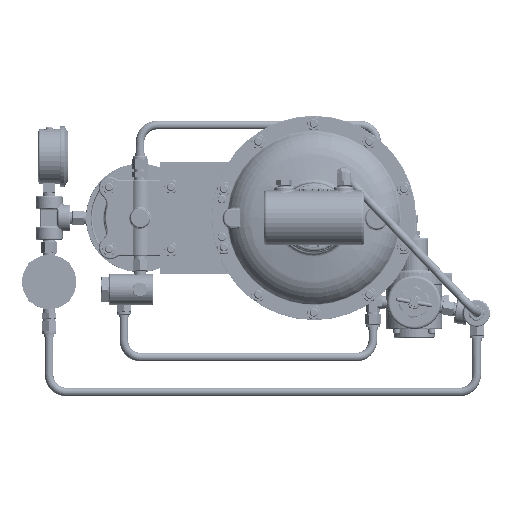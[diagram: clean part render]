
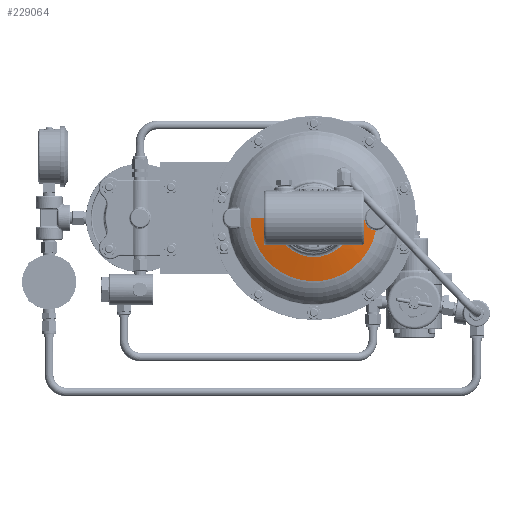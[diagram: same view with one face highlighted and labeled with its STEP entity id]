
A CAD part, front view. The second image highlights one B-rep face of the part: STEP entity #229064.
In plain terms, the highlighted spherical face has radius 300.038 mm.
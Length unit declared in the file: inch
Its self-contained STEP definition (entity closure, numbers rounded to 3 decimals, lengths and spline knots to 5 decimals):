
#6996 = EDGE_LOOP ( 'NONE', ( #256433, #141857, #62356, #158054, #214409, #212455, #262447 ) ) ;
#23167 = CIRCLE ( 'NONE', #214006, 11.8125 ) ;
#23978 = CARTESIAN_POINT ( 'NONE',  ( 2.34927, 5.31183, -0.35687 ) ) ;
#24049 = CARTESIAN_POINT ( 'NONE',  ( 2.23946, 5.28487, -0.08041 ) ) ;
#28562 = DIRECTION ( 'NONE',  ( 0., 1., 0. ) ) ;
#28644 = FACE_OUTER_BOUND ( 'NONE', #6996, .T. ) ;
#29198 = CARTESIAN_POINT ( 'NONE',  ( 2.67851, 5.39131, -0.55303 ) ) ;
#40569 = CARTESIAN_POINT ( 'NONE',  ( 2.55232, 5.36097, -0.51632 ) ) ;
#42950 = B_SPLINE_CURVE_WITH_KNOTS ( 'NONE', 3,
 ( #48186, #67616, #141901, #264618, #240376, #146650, #243533, #317786, #23978, #91822, #216130, #220889, #267762, #169264 ),
 .UNSPECIFIED., .F., .F.,
 ( 4, 2, 2, 2, 2, 2, 4 ),
 ( 0., 0.00146, 0.00291, 0.00583, 0.00728, 0.00874, 0.01165 ),
 .UNSPECIFIED. ) ;
#45154 = VERTEX_POINT ( 'NONE', #204040 ) ;
#45750 = AXIS2_PLACEMENT_3D ( 'NONE', #101208, #146542, #28562 ) ;
#48186 = CARTESIAN_POINT ( 'NONE',  ( 2.55232, 5.36097, -0.51632 ) ) ;
#50943 = EDGE_CURVE ( 'NONE', #91537, #303958, #42950, .T. ) ;
#54538 = VERTEX_POINT ( 'NONE', #116998 ) ;
#61206 = CIRCLE ( 'NONE', #45750, 11.8125 ) ;
#62356 = ORIENTED_EDGE ( 'NONE', *, *, #124694, .T. ) ;
#67616 = CARTESIAN_POINT ( 'NONE',  ( 2.53504, 5.35683, -0.50914 ) ) ;
#72636 = EDGE_CURVE ( 'NONE', #45154, #316617, #277164, .T. ) ;
#77587 = CARTESIAN_POINT ( 'NONE',  ( -2.80053, 5.40716, 0. ) ) ;
#83456 = SPHERICAL_SURFACE ( 'NONE', #288057, 11.8125 ) ;
#91537 = VERTEX_POINT ( 'NONE', #40569 ) ;
#91822 = CARTESIAN_POINT ( 'NONE',  ( 2.32772, 5.30657, -0.32595 ) ) ;
#99160 = CARTESIAN_POINT ( 'NONE',  ( 2.26415, 5.29095, -0.18993 ) ) ;
#101208 = CARTESIAN_POINT ( 'NONE',  ( 0., 16.88288, 0. ) ) ;
#101384 = CARTESIAN_POINT ( 'NONE',  ( 2.2543, 5.28853, -0.15913 ) ) ;
#102903 = VERTEX_POINT ( 'NONE', #77587 ) ;
#114826 = B_SPLINE_CURVE_WITH_KNOTS ( 'NONE', 3,
 ( #319446, #101384, #196741, #24049, #222540, #199859, #151438, #249903 ),
 .UNSPECIFIED., .F., .F.,
 ( 4, 2, 2, 4 ),
 ( 0., 0.00244, 0.00367, 0.00489 ),
 .UNSPECIFIED. ) ;
#116998 = CARTESIAN_POINT ( 'NONE',  ( 2.23444, 5.28363, 0. ) ) ;
#119877 = CARTESIAN_POINT ( 'NONE',  ( 0., 16.88288, 0. ) ) ;
#124373 = CARTESIAN_POINT ( 'NONE',  ( -1.73253, 5.19812, 0. ) ) ;
#124694 = EDGE_CURVE ( 'NONE', #175854, #91537, #136152, .T. ) ;
#136152 = B_SPLINE_CURVE_WITH_KNOTS ( 'NONE', 3,
 ( #250355, #277794, #29198, #176117, #203517, #224553 ),
 .UNSPECIFIED., .F., .F.,
 ( 4, 2, 4 ),
 ( 0., 0.00256, 0.00513 ),
 .UNSPECIFIED. ) ;
#141857 = ORIENTED_EDGE ( 'NONE', *, *, #252810, .T. ) ;
#141901 = CARTESIAN_POINT ( 'NONE',  ( 2.51825, 5.35279, -0.50093 ) ) ;
#143305 = AXIS2_PLACEMENT_3D ( 'NONE', #252615, #281678, #155757 ) ;
#146542 = DIRECTION ( 'NONE',  ( 0., 0., -1. ) ) ;
#146650 = CARTESIAN_POINT ( 'NONE',  ( 2.42497, 5.33026, -0.43938 ) ) ;
#151438 = CARTESIAN_POINT ( 'NONE',  ( 2.23444, 5.28363, -0.01616 ) ) ;
#155757 = DIRECTION ( 'NONE',  ( 1., 0., 0. ) ) ;
#158054 = ORIENTED_EDGE ( 'NONE', *, *, #50943, .T. ) ;
#163222 = DIRECTION ( 'NONE',  ( -1., 0., 0. ) ) ;
#169264 = CARTESIAN_POINT ( 'NONE',  ( 2.26415, 5.29095, -0.18993 ) ) ;
#175854 = VERTEX_POINT ( 'NONE', #216445 ) ;
#176117 = CARTESIAN_POINT ( 'NONE',  ( 2.61452, 5.37592, -0.53894 ) ) ;
#196741 = CARTESIAN_POINT ( 'NONE',  ( 2.24691, 5.28671, -0.1279 ) ) ;
#199859 = CARTESIAN_POINT ( 'NONE',  ( 2.23507, 5.28379, -0.03238 ) ) ;
#201099 = EDGE_CURVE ( 'NONE', #303958, #54538, #114826, .T. ) ;
#201343 = DIRECTION ( 'NONE',  ( 1., 0., 0. ) ) ;
#203517 = CARTESIAN_POINT ( 'NONE',  ( 2.58311, 5.36837, -0.52911 ) ) ;
#204040 = CARTESIAN_POINT ( 'NONE',  ( 1.73253, 5.19812, 0. ) ) ;
#210074 = CARTESIAN_POINT ( 'NONE',  ( 0., 5.40716, 0. ) ) ;
#210103 = EDGE_CURVE ( 'NONE', #54538, #45154, #61206, .T. ) ;
#212455 = ORIENTED_EDGE ( 'NONE', *, *, #210103, .T. ) ;
#214006 = AXIS2_PLACEMENT_3D ( 'NONE', #119877, #265264, #316840 ) ;
#214409 = ORIENTED_EDGE ( 'NONE', *, *, #201099, .T. ) ;
#214816 = DIRECTION ( 'NONE',  ( 0., -1., 0. ) ) ;
#215300 = AXIS2_PLACEMENT_3D ( 'NONE', #210074, #214816, #163222 ) ;
#216130 = CARTESIAN_POINT ( 'NONE',  ( 2.31783, 5.30414, -0.31001 ) ) ;
#216445 = CARTESIAN_POINT ( 'NONE',  ( 2.74425, 5.40716, -0.55861 ) ) ;
#220375 = CIRCLE ( 'NONE', #215300, 2.80053 ) ;
#220889 = CARTESIAN_POINT ( 'NONE',  ( 2.29062, 5.29747, -0.26083 ) ) ;
#222540 = CARTESIAN_POINT ( 'NONE',  ( 2.23759, 5.28441, -0.06448 ) ) ;
#224553 = CARTESIAN_POINT ( 'NONE',  ( 2.55232, 5.36097, -0.51632 ) ) ;
#229064 = ADVANCED_FACE ( 'NONE', ( #28644 ), #83456, .T. ) ;
#240376 = CARTESIAN_POINT ( 'NONE',  ( 2.4699, 5.34113, -0.47229 ) ) ;
#243533 = CARTESIAN_POINT ( 'NONE',  ( 2.39777, 5.32365, -0.41422 ) ) ;
#249903 = CARTESIAN_POINT ( 'NONE',  ( 2.23444, 5.28363, 0. ) ) ;
#250355 = CARTESIAN_POINT ( 'NONE',  ( 2.74425, 5.40716, -0.55861 ) ) ;
#252615 = CARTESIAN_POINT ( 'NONE',  ( 0., 5.19812, 0. ) ) ;
#252810 = EDGE_CURVE ( 'NONE', #102903, #175854, #220375, .T. ) ;
#256433 = ORIENTED_EDGE ( 'NONE', *, *, #293451, .F. ) ;
#262447 = ORIENTED_EDGE ( 'NONE', *, *, #72636, .T. ) ;
#264618 = CARTESIAN_POINT ( 'NONE',  ( 2.48566, 5.34493, -0.4825 ) ) ;
#265264 = DIRECTION ( 'NONE',  ( 0., 0., 1. ) ) ;
#267762 = CARTESIAN_POINT ( 'NONE',  ( 2.27577, 5.29382, -0.22626 ) ) ;
#277164 = CIRCLE ( 'NONE', #143305, 1.73253 ) ;
#277794 = CARTESIAN_POINT ( 'NONE',  ( 2.71108, 5.39916, -0.55728 ) ) ;
#280460 = DIRECTION ( 'NONE',  ( 0., 0., 1. ) ) ;
#281678 = DIRECTION ( 'NONE',  ( 0., 1., 0. ) ) ;
#288057 = AXIS2_PLACEMENT_3D ( 'NONE', #299863, #280460, #201343 ) ;
#293451 = EDGE_CURVE ( 'NONE', #102903, #316617, #23167, .T. ) ;
#299863 = CARTESIAN_POINT ( 'NONE',  ( 0., 16.88288, 0. ) ) ;
#303958 = VERTEX_POINT ( 'NONE', #99160 ) ;
#316617 = VERTEX_POINT ( 'NONE', #124373 ) ;
#316840 = DIRECTION ( 'NONE',  ( 1., 0., 0. ) ) ;
#317786 = CARTESIAN_POINT ( 'NONE',  ( 2.36094, 5.31468, -0.37187 ) ) ;
#319446 = CARTESIAN_POINT ( 'NONE',  ( 2.26415, 5.29095, -0.18993 ) ) ;
